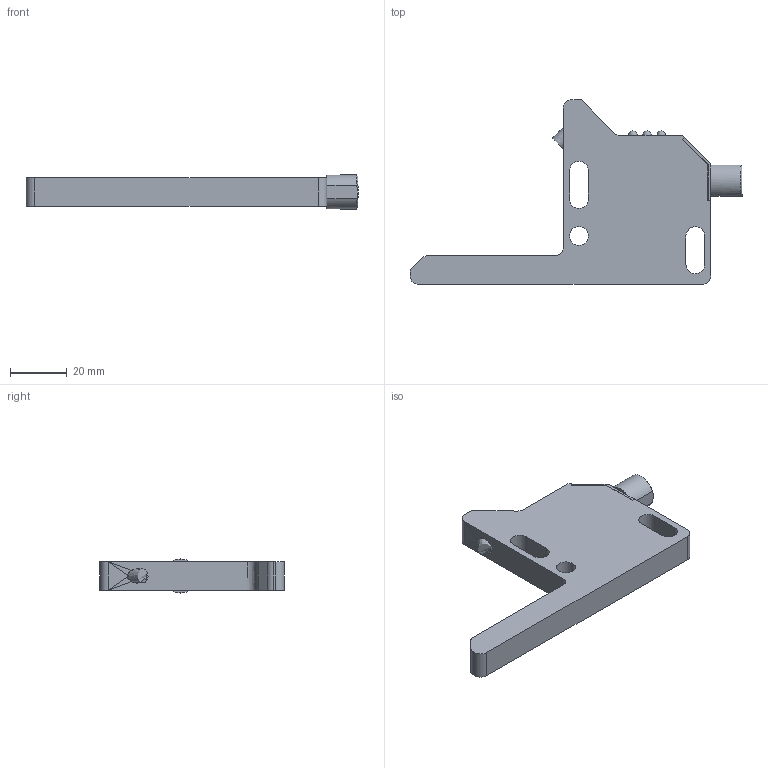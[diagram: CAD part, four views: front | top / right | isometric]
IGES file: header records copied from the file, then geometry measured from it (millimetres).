
Global section: file name: No Iges File Name specified; native system: AutoDesk Inventor R10; preprocessor: AutoDesk Inventor Iges Exporter R10; author: No Author specified; organization: No Organization specified; date: 20090202.095658; units: millimetre
Bounding box: 116.95 x 65 x 12 mm (x, y, z)
Volume: 1020.6 mm3; surface area: 12072.3 mm2
Topology: 3 solids, 4 shells, 168 faces, 429 edges, 275 vertices
Faces by surface type: plane 141, revolution 15, cylinder 7, sphere 3, cone 2
